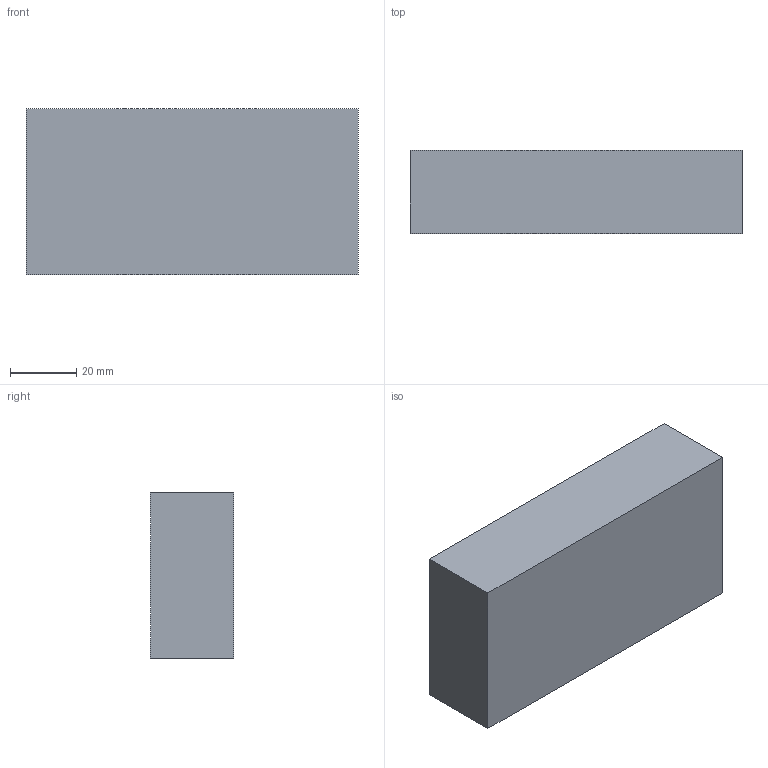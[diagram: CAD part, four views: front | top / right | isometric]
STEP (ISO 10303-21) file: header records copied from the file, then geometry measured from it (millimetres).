
FILE_DESCRIPTION(/* description */ (''),/* implementation_level */ '2;1');
FILE_NAME(/* name */ 'splitbox 203 compliant.stp',/* time_stamp */ '2018-04-06T14:47:26+02:00',/* author */ ('Marc'),/* organization */ (''),/* preprocessor_version */ 'ST-DEVELOPER v17',/* originating_system */ 'Autodesk Inventor 2018',/* authorisation */ '');
FILE_SCHEMA (('CONFIG_CONTROL_DESIGN'));
Length unit declared in the file: millimetre
Products named in the file (1): essai
Bounding box: 100 x 25 x 50 mm (x, y, z)
Volume: 16808 mm3; surface area: 33624 mm2
Topology: 1 solids, 2 shells, 12 faces, 44 edges, 56 vertices
Faces by surface type: plane 12
Entity records: 440 total; most frequent: CARTESIAN_POINT 95, DIRECTION 54, ORIENTED_EDGE 48, LINE 24, VECTOR 24, EDGE_CURVE 24, POLYLINE 18, VERTEX_POINT 16
